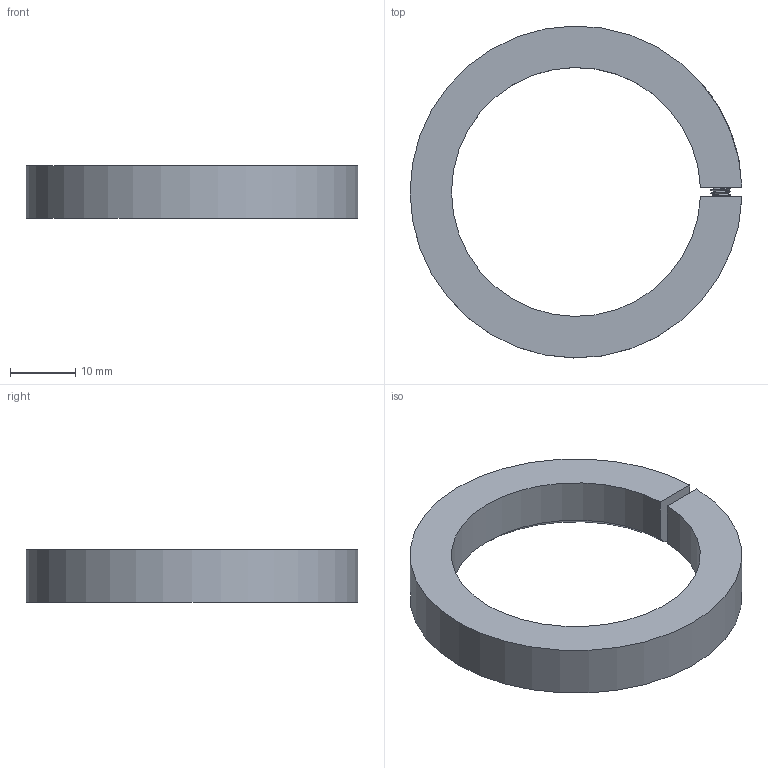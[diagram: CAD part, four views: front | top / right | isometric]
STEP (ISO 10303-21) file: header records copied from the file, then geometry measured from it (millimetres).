
FILE_DESCRIPTION(/* description */ (''),/* implementation_level */ '2;1');
FILE_NAME(/* name */ 'ADPT-50,8E-38,1I.step',/* time_stamp */ '2023-08-25T14:38:08+03:00',/* author */ (''),/* organization */ (''),/* preprocessor_version */ 'ST-DEVELOPER v20',/* originating_system */ 'Autodesk Translation Framework v12.9.0.99',/* authorisation */ '');
FILE_SCHEMA (('AUTOMOTIVE_DESIGN { 1 0 10303 214 3 1 1 }'));
Length unit declared in the file: millimetre
Products named in the file (3): ADPT-50,8E-38,1I; ADPT-50,8E-38,1I_1; M3x6
Assembly tree (2 placements, depth 2):
  ADPT-50,8E-38,1I
    ADPT-50,8E-38,1I_1
    M3x6
Bounding box: 50.79 x 50.79 x 8 mm (x, y, z)
Volume: 6752.9 mm3; surface area: 4361 mm2
Topology: 2 solids, 2 shells, 55 faces, 130 edges, 82 vertices
Faces by surface type: cylinder 26, plane 15, cone 12, bspline 2
Full cylindrical faces by diameter (mm): 2.35 x8, 2.529 x1, 3 x10, 5.5 x1, 5.6 x1
Entity records: 3573 total; most frequent: CARTESIAN_POINT 2317, ORIENTED_EDGE 258, DIRECTION 219, EDGE_CURVE 129, AXIS2_PLACEMENT_3D 86, VERTEX_POINT 82, EDGE_LOOP 61, FACE_OUTER_BOUND 55
